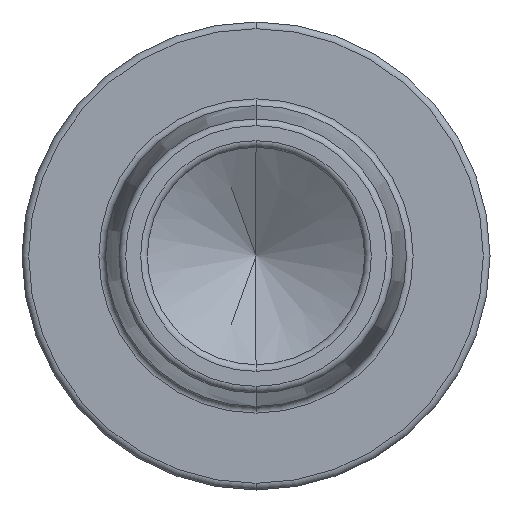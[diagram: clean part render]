
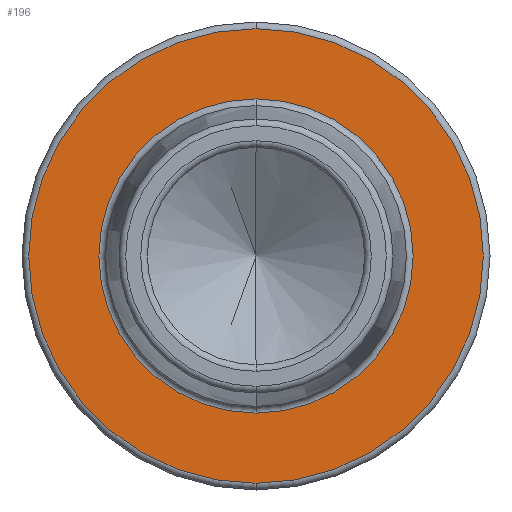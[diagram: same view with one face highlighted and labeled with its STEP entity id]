
A CAD part, front view. The second image highlights one B-rep face of the part: STEP entity #196.
In plain terms, the highlighted planar face has unit normal (0, -1, 0).
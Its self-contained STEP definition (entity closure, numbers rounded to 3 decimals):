
#29 = VERTEX_POINT ( 'NONE', #131 ) ;
#32 = CIRCLE ( 'NONE', #199, 6.8 ) ;
#63 = EDGE_CURVE ( 'NONE', #29, #335, #32, .T. ) ;
#67 = DIRECTION ( 'NONE',  ( 0., -1., 0. ) ) ;
#72 = CARTESIAN_POINT ( 'NONE',  ( 0., 47., 0. ) ) ;
#76 = CARTESIAN_POINT ( 'NONE',  ( 7., 47., 0. ) ) ;
#92 = DIRECTION ( 'NONE',  ( 0., 0., -1. ) ) ;
#110 = ORIENTED_EDGE ( 'NONE', *, *, #573, .T. ) ;
#117 = AXIS2_PLACEMENT_3D ( 'NONE', #76, #410, #143 ) ;
#131 = CARTESIAN_POINT ( 'NONE',  ( 0., 47., 6.8 ) ) ;
#140 = PLANE ( 'NONE',  #117 ) ;
#142 = DIRECTION ( 'NONE',  ( 0., 1., 0. ) ) ;
#143 = DIRECTION ( 'NONE',  ( 0., 0., -1. ) ) ;
#167 = CARTESIAN_POINT ( 'NONE',  ( 0., 47., -4.7 ) ) ;
#196 = ADVANCED_FACE ( 'NONE', ( #407, #204 ), #140, .T. ) ;
#198 = CARTESIAN_POINT ( 'NONE',  ( 0., 47., 0. ) ) ;
#199 = AXIS2_PLACEMENT_3D ( 'NONE', #72, #455, #613 ) ;
#204 = FACE_OUTER_BOUND ( 'NONE', #635, .T. ) ;
#235 = DIRECTION ( 'NONE',  ( 0., 0., -1. ) ) ;
#244 = EDGE_CURVE ( 'NONE', #343, #434, #612, .T. ) ;
#278 = EDGE_LOOP ( 'NONE', ( #608, #450 ) ) ;
#283 = AXIS2_PLACEMENT_3D ( 'NONE', #290, #67, #235 ) ;
#290 = CARTESIAN_POINT ( 'NONE',  ( 0., 47., 0. ) ) ;
#335 = VERTEX_POINT ( 'NONE', #429 ) ;
#343 = VERTEX_POINT ( 'NONE', #494 ) ;
#394 = AXIS2_PLACEMENT_3D ( 'NONE', #198, #515, #696 ) ;
#407 = FACE_BOUND ( 'NONE', #278, .T. ) ;
#410 = DIRECTION ( 'NONE',  ( 0., -1., 0. ) ) ;
#429 = CARTESIAN_POINT ( 'NONE',  ( 0., 47., -6.8 ) ) ;
#434 = VERTEX_POINT ( 'NONE', #167 ) ;
#450 = ORIENTED_EDGE ( 'NONE', *, *, #244, .T. ) ;
#455 = DIRECTION ( 'NONE',  ( 0., -1., 0. ) ) ;
#477 = CARTESIAN_POINT ( 'NONE',  ( 0., 47., 0. ) ) ;
#494 = CARTESIAN_POINT ( 'NONE',  ( 0., 47., 4.7 ) ) ;
#515 = DIRECTION ( 'NONE',  ( 0., 1., 0. ) ) ;
#526 = AXIS2_PLACEMENT_3D ( 'NONE', #477, #142, #92 ) ;
#573 = EDGE_CURVE ( 'NONE', #335, #29, #603, .T. ) ;
#599 = ORIENTED_EDGE ( 'NONE', *, *, #63, .T. ) ;
#603 = CIRCLE ( 'NONE', #283, 6.8 ) ;
#608 = ORIENTED_EDGE ( 'NONE', *, *, #709, .T. ) ;
#612 = CIRCLE ( 'NONE', #394, 4.7 ) ;
#613 = DIRECTION ( 'NONE',  ( 0., 0., -1. ) ) ;
#619 = CIRCLE ( 'NONE', #526, 4.7 ) ;
#635 = EDGE_LOOP ( 'NONE', ( #110, #599 ) ) ;
#696 = DIRECTION ( 'NONE',  ( 0., 0., -1. ) ) ;
#709 = EDGE_CURVE ( 'NONE', #434, #343, #619, .T. ) ;
